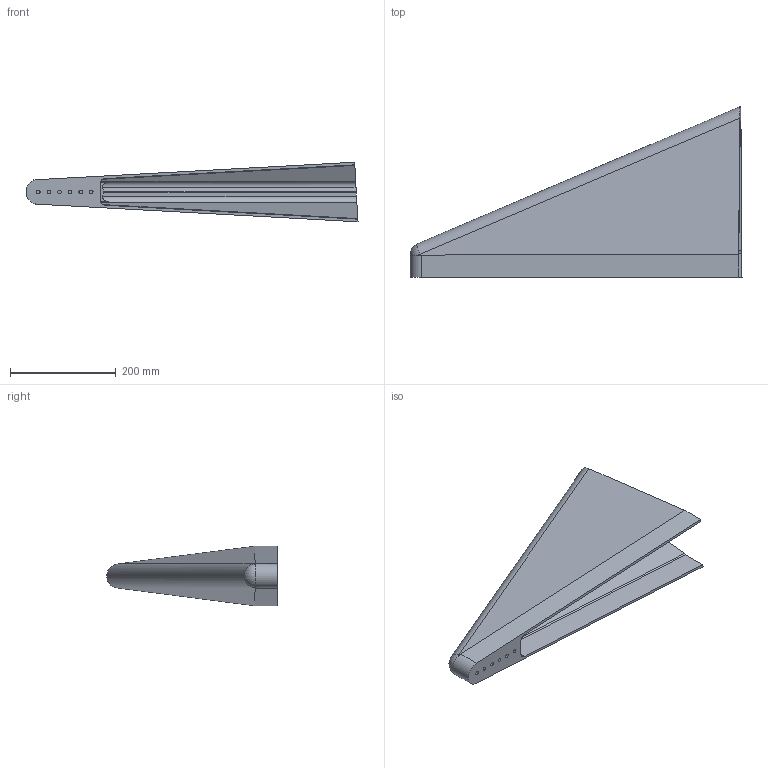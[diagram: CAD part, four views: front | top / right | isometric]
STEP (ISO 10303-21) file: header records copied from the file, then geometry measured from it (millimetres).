
FILE_DESCRIPTION( ( 'Unknown' ), '1' );
FILE_NAME( '脊（S3.8.11401）.stp', 'Unknown', ( 'Unknown' ), ( 'Unknown' ), 'XStep 1.0', 'Unknown', ' ' );
FILE_SCHEMA( ( 'automotive_design' ) );
Length unit declared in the file: millimetre
Products named in the file (1): CANG_6133
Bounding box: 626.89 x 322.72 x 112.43 mm (x, y, z)
Volume: 2037533.7 mm3; surface area: 483455.9 mm2
Topology: 1 solids, 1 shells, 42 faces, 98 edges, 64 vertices
Faces by surface type: plane 26, cylinder 15, sphere 1
Full cylindrical faces by diameter (mm): 6.647 x6
Entity records: 1579 total; most frequent: CARTESIAN_POINT 251, DIRECTION 216, ORIENTED_EDGE 184, EDGE_CURVE 92, AXIS2_PLACEMENT_3D 84, VERTEX_POINT 64, EDGE_LOOP 54, FACE_OUTER_BOUND 48
